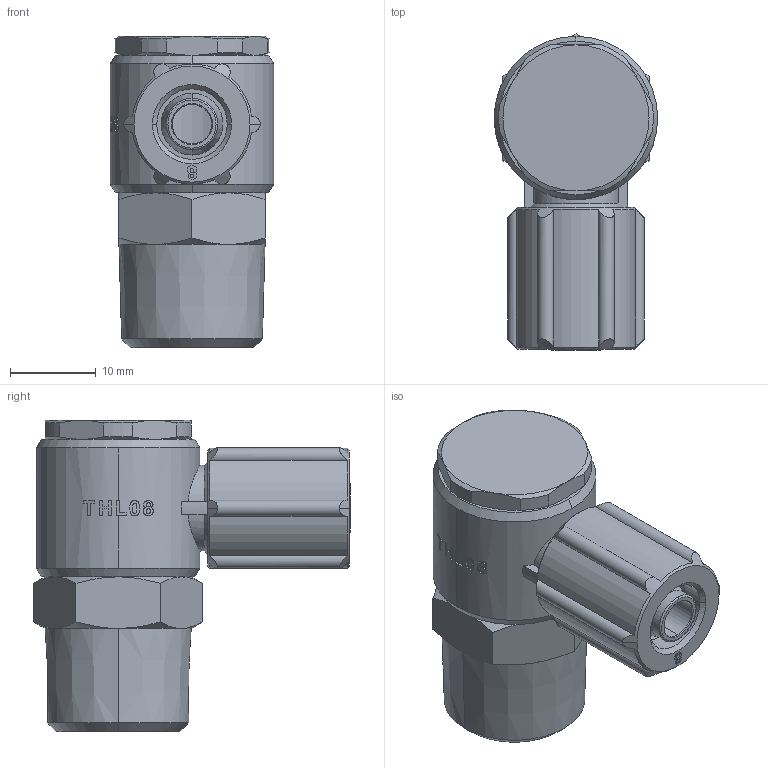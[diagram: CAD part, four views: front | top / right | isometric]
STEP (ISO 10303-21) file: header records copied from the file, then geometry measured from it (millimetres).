
FILE_DESCRIPTION((''),'2;1');
FILE_NAME('THL0803D1-mdt.stp','2017-07-21T13:09:51',(''),(''),'Mechanical Desktop 2009','Mechanical Desktop 2009',', , ');
FILE_SCHEMA(('CONFIG_CONTROL_DESIGN'));
Length unit declared in the file: millimetre
Products named in the file (6): THL0803D1-MDTA; THL0803D1-MDT; THT; R03; COLLAR-C08; PHP
Assembly tree (5 placements, depth 4):
  THL0803D1-MDTA
    THL0803D1-MDT
    THT
      R03
        COLLAR-C08
    PHP
Bounding box: 19 x 36.81 x 36.2 mm (x, y, z)
Volume: 7885.5 mm3; surface area: 7068.8 mm2
Topology: 1 solids, 2 shells, 381 faces, 1024 edges, 654 vertices
Faces by surface type: plane 237, cylinder 70, cone 64, torus 8, bspline 2
Entity records: 12824 total; most frequent: CARTESIAN_POINT 2956, DIRECTION 2128, ORIENTED_EDGE 2048, EDGE_CURVE 1024, AXIS2_PLACEMENT_3D 815, VERTEX_POINT 654, VECTOR 498, LINE 498
